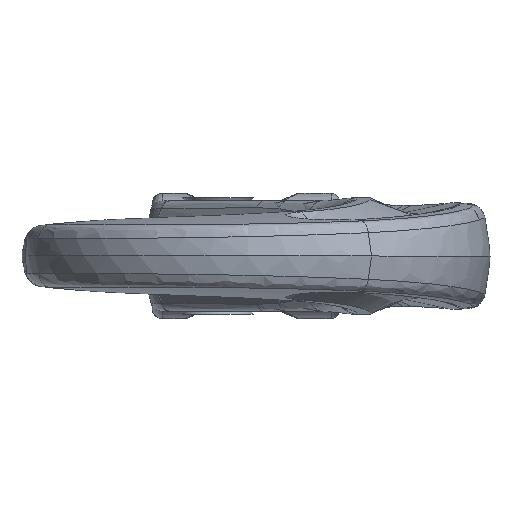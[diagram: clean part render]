
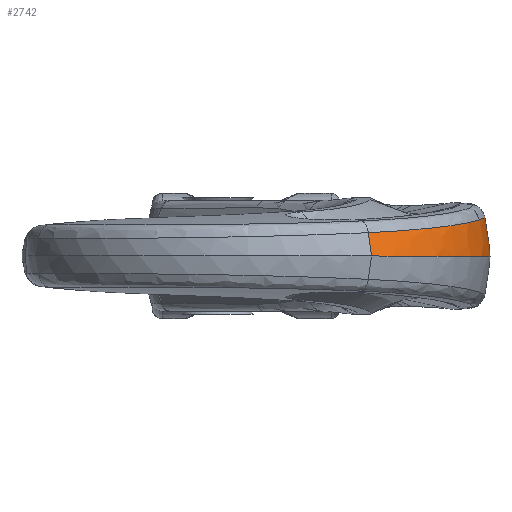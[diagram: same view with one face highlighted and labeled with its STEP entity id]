
A CAD part, front view. The second image highlights one B-rep face of the part: STEP entity #2742.
In plain terms, the highlighted free-form (B-spline) face has degree [3, 3] with [4, 11] control points.
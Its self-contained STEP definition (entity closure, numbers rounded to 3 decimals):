
#180=B_SPLINE_SURFACE_WITH_KNOTS('',3,3,((#18649,#18650,#18651,#18652,#18653,
#18654,#18655,#18656,#18657,#18658,#18659),(#18660,#18661,#18662,#18663,
#18664,#18665,#18666,#18667,#18668,#18669,#18670),(#18671,#18672,#18673,
#18674,#18675,#18676,#18677,#18678,#18679,#18680,#18681),(#18682,#18683,
#18684,#18685,#18686,#18687,#18688,#18689,#18690,#18691,#18692)),
 .UNSPECIFIED.,.F.,.F.,.F.,(4,4),(4,1,1,1,1,1,1,1,4),(0.,1.),(0.,0.125,
0.25,0.375,0.5,0.625,0.75,0.875,1.),.UNSPECIFIED.);
#775=B_SPLINE_CURVE_WITH_KNOTS('',3,(#18210,#18211,#18212,#18213),
 .UNSPECIFIED.,.F.,.F.,(4,4),(0.,1.),.UNSPECIFIED.);
#797=B_SPLINE_CURVE_WITH_KNOTS('',3,(#18602,#18603,#18604,#18605,#18606,
#18607,#18608,#18609,#18610,#18611),.UNSPECIFIED.,.F.,.F.,(4,1,1,1,1,1,
1,4),(0.,0.025,0.055,0.114,0.173,
0.291,0.527,1.),.UNSPECIFIED.);
#798=B_SPLINE_CURVE_WITH_KNOTS('',3,(#18614,#18615,#18616,#18617,#18618,
#18619,#18620,#18621,#18622),.UNSPECIFIED.,.F.,.F.,(4,1,1,1,1,1,4),(0.,
0.197,0.395,0.592,0.789,
0.987,1.),.UNSPECIFIED.);
#799=B_SPLINE_CURVE_WITH_KNOTS('',3,(#18624,#18625,#18626,#18627),
 .UNSPECIFIED.,.F.,.F.,(4,4),(0.,1.),.UNSPECIFIED.);
#800=B_SPLINE_CURVE_WITH_KNOTS('',3,(#18629,#18630,#18631,#18632,#18633,
#18634,#18635,#18636,#18637,#18638,#18639),.UNSPECIFIED.,.F.,.F.,(4,1,1,
1,1,1,1,1,4),(0.,0.125,0.25,0.375,0.5,0.625,0.75,0.875,1.),
 .UNSPECIFIED.);
#801=B_SPLINE_CURVE_WITH_KNOTS('',3,(#18640,#18641,#18642,#18643,#18644,
#18645,#18646,#18647,#18648),.UNSPECIFIED.,.F.,.F.,(4,1,1,1,1,1,4),(0.,
0.298,0.597,0.746,0.895,
0.97,1.),.UNSPECIFIED.);
#2118=FACE_OUTER_BOUND('',#3492,.T.);
#2742=ADVANCED_FACE('',(#2118),#180,.F.);
#3492=EDGE_LOOP('',(#5695,#5696,#5697,#5698,#5699,#5700));
#5695=ORIENTED_EDGE('',*,*,#8058,.F.);
#5696=ORIENTED_EDGE('',*,*,#8059,.F.);
#5697=ORIENTED_EDGE('',*,*,#8060,.F.);
#5698=ORIENTED_EDGE('',*,*,#8061,.F.);
#5699=ORIENTED_EDGE('',*,*,#8036,.T.);
#5700=ORIENTED_EDGE('',*,*,#8062,.F.);
#6834=VERTEX_POINT('',#18209);
#6835=VERTEX_POINT('',#18214);
#6856=VERTEX_POINT('',#18612);
#6857=VERTEX_POINT('',#18613);
#6858=VERTEX_POINT('',#18623);
#6859=VERTEX_POINT('',#18628);
#8036=EDGE_CURVE('',#6835,#6834,#775,.T.);
#8058=EDGE_CURVE('',#6856,#6857,#797,.T.);
#8059=EDGE_CURVE('',#6858,#6856,#798,.T.);
#8060=EDGE_CURVE('',#6859,#6858,#799,.T.);
#8061=EDGE_CURVE('',#6835,#6859,#800,.T.);
#8062=EDGE_CURVE('',#6857,#6834,#801,.T.);
#18209=CARTESIAN_POINT('',(55.41,33.19,2.5));
#18210=CARTESIAN_POINT('',(55.457,33.22,0.));
#18211=CARTESIAN_POINT('',(55.457,33.22,0.834));
#18212=CARTESIAN_POINT('',(55.443,33.21,1.667));
#18213=CARTESIAN_POINT('',(55.415,33.193,2.5));
#18214=CARTESIAN_POINT('',(55.457,33.22,0.));
#18602=CARTESIAN_POINT('',(64.148,0.,9.543));
#18603=CARTESIAN_POINT('',(64.161,0.,9.485));
#18604=CARTESIAN_POINT('',(64.184,0.,9.357));
#18605=CARTESIAN_POINT('',(64.236,0.,9.092));
#18606=CARTESIAN_POINT('',(64.3,0.,8.746));
#18607=CARTESIAN_POINT('',(64.4,0.,8.194));
#18608=CARTESIAN_POINT('',(64.568,0.,7.226));
#18609=CARTESIAN_POINT('',(64.879,0.,5.285));
#18610=CARTESIAN_POINT('',(65.105,0.,3.616));
#18611=CARTESIAN_POINT('',(65.234,0.,2.5));
#18612=CARTESIAN_POINT('',(64.142,0.,9.541));
#18613=CARTESIAN_POINT('',(65.234,0.,2.5));
#18614=CARTESIAN_POINT('',(36.152,-49.59,5.611));
#18615=CARTESIAN_POINT('',(39.557,-47.625,5.772));
#18616=CARTESIAN_POINT('',(45.956,-42.986,6.171));
#18617=CARTESIAN_POINT('',(53.837,-34.14,6.951));
#18618=CARTESIAN_POINT('',(59.655,-23.833,7.828));
#18619=CARTESIAN_POINT('',(63.239,-12.557,8.713));
#18620=CARTESIAN_POINT('',(64.124,-4.454,9.27));
#18621=CARTESIAN_POINT('',(64.15,-0.263,9.528));
#18622=CARTESIAN_POINT('',(64.15,0.,9.544));
#18623=CARTESIAN_POINT('',(36.152,-49.59,5.611));
#18624=CARTESIAN_POINT('',(36.908,-50.522,0.));
#18625=CARTESIAN_POINT('',(36.707,-50.307,1.887));
#18626=CARTESIAN_POINT('',(36.454,-49.996,3.761));
#18627=CARTESIAN_POINT('',(36.152,-49.59,5.611));
#18628=CARTESIAN_POINT('',(36.908,-50.522,0.));
#18629=CARTESIAN_POINT('',(55.457,33.22,0.));
#18630=CARTESIAN_POINT('',(57.548,29.811,0.));
#18631=CARTESIAN_POINT('',(61.194,22.659,0.));
#18632=CARTESIAN_POINT('',(64.669,11.121,0.));
#18633=CARTESIAN_POINT('',(65.896,-0.872,0.));
#18634=CARTESIAN_POINT('',(64.7,-12.876,0.));
#18635=CARTESIAN_POINT('',(60.974,-24.354,0.));
#18636=CARTESIAN_POINT('',(54.904,-34.778,0.));
#18637=CARTESIAN_POINT('',(46.848,-43.76,0.));
#18638=CARTESIAN_POINT('',(40.37,-48.52,0.));
#18639=CARTESIAN_POINT('',(36.908,-50.522,0.));
#18640=CARTESIAN_POINT('',(65.234,0.,2.5));
#18641=CARTESIAN_POINT('',(65.203,3.486,2.5));
#18642=CARTESIAN_POINT('',(64.538,10.451,2.5));
#18643=CARTESIAN_POINT('',(62.249,18.89,2.5));
#18644=CARTESIAN_POINT('',(59.637,25.359,2.5));
#18645=CARTESIAN_POINT('',(57.696,29.264,2.5));
#18646=CARTESIAN_POINT('',(56.231,31.844,2.5));
#18647=CARTESIAN_POINT('',(55.599,32.892,2.5));
#18648=CARTESIAN_POINT('',(55.415,33.192,2.5));
#18649=CARTESIAN_POINT('',(54.761,32.841,10.705));
#18650=CARTESIAN_POINT('',(56.824,29.491,10.706));
#18651=CARTESIAN_POINT('',(60.329,22.406,10.603));
#18652=CARTESIAN_POINT('',(63.54,11.004,10.175));
#18653=CARTESIAN_POINT('',(64.523,-0.797,9.521));
#18654=CARTESIAN_POINT('',(63.239,-12.557,8.713));
#18655=CARTESIAN_POINT('',(59.655,-23.833,7.828));
#18656=CARTESIAN_POINT('',(53.837,-34.14,6.951));
#18657=CARTESIAN_POINT('',(45.956,-42.986,6.171));
#18658=CARTESIAN_POINT('',(39.557,-47.625,5.772));
#18659=CARTESIAN_POINT('',(36.152,-49.59,5.611));
#18660=CARTESIAN_POINT('',(55.194,33.043,7.156));
#18661=CARTESIAN_POINT('',(57.261,29.667,7.157));
#18662=CARTESIAN_POINT('',(60.801,22.547,7.089));
#18663=CARTESIAN_POINT('',(64.084,11.079,6.805));
#18664=CARTESIAN_POINT('',(65.132,-0.806,6.369));
#18665=CARTESIAN_POINT('',(63.86,-12.667,5.831));
#18666=CARTESIAN_POINT('',(60.213,-24.03,5.242));
#18667=CARTESIAN_POINT('',(54.294,-34.396,4.658));
#18668=CARTESIAN_POINT('',(46.338,-43.308,4.139));
#18669=CARTESIAN_POINT('',(39.902,-48.,3.873));
#18670=CARTESIAN_POINT('',(36.472,-49.984,3.766));
#18671=CARTESIAN_POINT('',(55.457,33.22,3.581));
#18672=CARTESIAN_POINT('',(57.532,29.822,3.582));
#18673=CARTESIAN_POINT('',(61.117,22.675,3.548));
#18674=CARTESIAN_POINT('',(64.484,11.156,3.406));
#18675=CARTESIAN_POINT('',(65.609,-0.8,3.189));
#18676=CARTESIAN_POINT('',(64.363,-12.749,2.921));
#18677=CARTESIAN_POINT('',(60.664,-24.186,2.627));
#18678=CARTESIAN_POINT('',(54.658,-34.597,2.336));
#18679=CARTESIAN_POINT('',(46.64,-43.56,2.077));
#18680=CARTESIAN_POINT('',(40.175,-48.297,1.945));
#18681=CARTESIAN_POINT('',(36.725,-50.296,1.891));
#18682=CARTESIAN_POINT('',(55.457,33.22,0.));
#18683=CARTESIAN_POINT('',(57.548,29.811,0.));
#18684=CARTESIAN_POINT('',(61.194,22.659,0.));
#18685=CARTESIAN_POINT('',(64.669,11.121,0.));
#18686=CARTESIAN_POINT('',(65.896,-0.872,0.));
#18687=CARTESIAN_POINT('',(64.7,-12.876,0.));
#18688=CARTESIAN_POINT('',(60.974,-24.354,0.));
#18689=CARTESIAN_POINT('',(54.904,-34.778,0.));
#18690=CARTESIAN_POINT('',(46.848,-43.76,0.));
#18691=CARTESIAN_POINT('',(40.37,-48.52,0.));
#18692=CARTESIAN_POINT('',(36.908,-50.522,0.));
